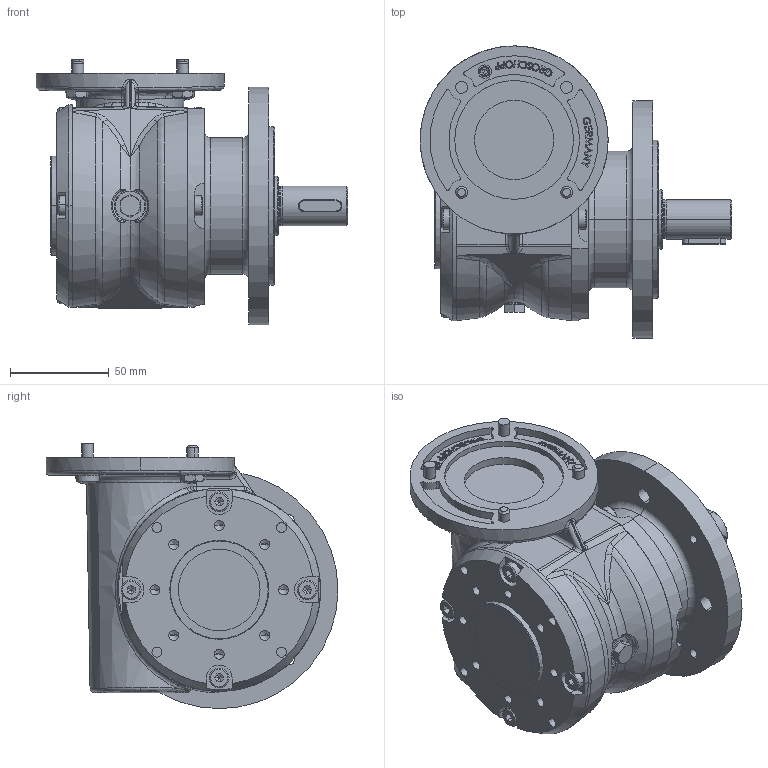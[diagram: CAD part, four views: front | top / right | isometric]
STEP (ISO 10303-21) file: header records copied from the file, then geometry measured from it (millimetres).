
FILE_DESCRIPTION (( 'STEP AP203' ), '1' );
FILE_NAME ('VE40-K-R-+-2521059000-+-2513498-9851_a_Bl.1v.1.STEP', '2018-03-28T12:14:50', ( '' ), ( '' ), 'SwSTEP 2.0', 'SolidWorks 2017', '' );
FILE_SCHEMA (( 'CONFIG_CONTROL_DESIGN' ));
Products named in the file (1): VE40-K-R-+-2521059000-+-2513498-9851_a_Bl.1v.1
Bounding box: 157.5 x 147.5 x 134 mm (x, y, z)
Volume: 1077181.4 mm3; surface area: 129534.9 mm2
Topology: 2 solids, 2 shells, 1263 faces, 3021 edges, 1836 vertices
Faces by surface type: plane 446, bspline 280, cylinder 220, cone 165, torus 92, sphere 60
Entity records: 48646 total; most frequent: CARTESIAN_POINT 21208, ORIENTED_EDGE 5994, DIRECTION 5267, EDGE_CURVE 2997, AXIS2_PLACEMENT_3D 2028, VERTEX_POINT 1835, EDGE_LOOP 1380, FACE_OUTER_BOUND 1263
